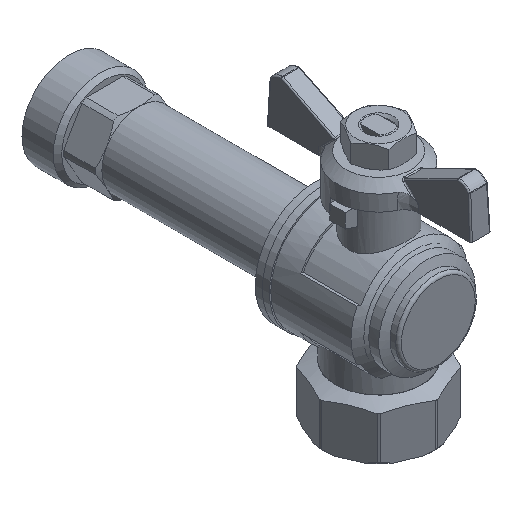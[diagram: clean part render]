
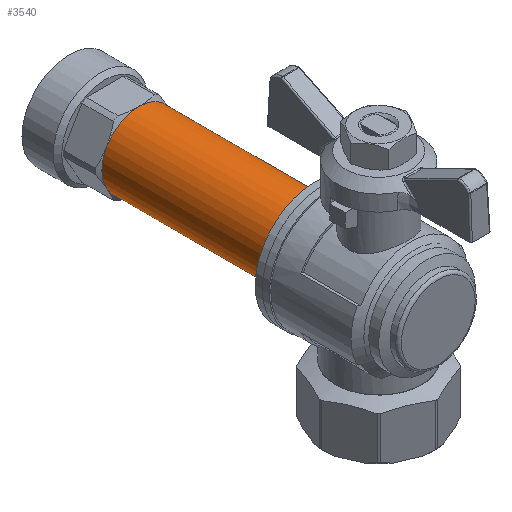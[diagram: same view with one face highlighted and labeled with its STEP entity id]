
A CAD part, isometric view. The second image highlights one B-rep face of the part: STEP entity #3540.
In plain terms, the highlighted cylindrical face has radius 13 mm (diameter 26 mm), a full revolution.
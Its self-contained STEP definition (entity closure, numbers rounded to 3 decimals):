
#1123=ORIENTED_EDGE('',*,*,#1936,.F.);
#1124=ORIENTED_EDGE('',*,*,#1925,.T.);
#1125=ORIENTED_EDGE('',*,*,#1922,.T.);
#1126=ORIENTED_EDGE('',*,*,#1919,.T.);
#1127=ORIENTED_EDGE('',*,*,#1917,.T.);
#1128=ORIENTED_EDGE('',*,*,#1937,.T.);
#1129=ORIENTED_EDGE('',*,*,#1928,.T.);
#1917=EDGE_CURVE('',#2349,#2350,#2625,.T.);
#1919=EDGE_CURVE('',#2351,#2349,#2626,.T.);
#1922=EDGE_CURVE('',#2352,#2351,#2627,.T.);
#1925=EDGE_CURVE('',#2353,#2352,#2628,.T.);
#1928=EDGE_CURVE('',#2354,#2353,#2629,.T.);
#1936=EDGE_CURVE('',#2361,#2361,#2636,.T.);
#1937=EDGE_CURVE('',#2350,#2354,#2637,.T.);
#2349=VERTEX_POINT('',#7752);
#2350=VERTEX_POINT('',#7757);
#2351=VERTEX_POINT('',#7766);
#2352=VERTEX_POINT('',#7777);
#2353=VERTEX_POINT('',#7788);
#2354=VERTEX_POINT('',#7800);
#2361=VERTEX_POINT('',#7823);
#2625=CIRCLE('',#4845,13.);
#2626=CIRCLE('',#4847,13.);
#2627=CIRCLE('',#4849,13.);
#2628=CIRCLE('',#4851,13.);
#2629=CIRCLE('',#4853,13.);
#2636=CIRCLE('',#4865,13.);
#2637=CIRCLE('',#4866,13.);
#2857=EDGE_LOOP('',(#1123));
#2858=EDGE_LOOP('',(#1124,#1125,#1126,#1127,#1128,#1129));
#3171=FACE_BOUND('',#2857,.T.);
#3172=FACE_BOUND('',#2858,.T.);
#3404=CYLINDRICAL_SURFACE('',#4864,13.);
#3540=ADVANCED_FACE('',(#3171,#3172),#3404,.T.);
#4845=AXIS2_PLACEMENT_3D('',#7758,#5512,#5513);
#4847=AXIS2_PLACEMENT_3D('',#7765,#5516,#5517);
#4849=AXIS2_PLACEMENT_3D('',#7776,#5520,#5521);
#4851=AXIS2_PLACEMENT_3D('',#7787,#5524,#5525);
#4853=AXIS2_PLACEMENT_3D('',#7799,#5528,#5529);
#4864=AXIS2_PLACEMENT_3D('',#7821,#5550,#5551);
#4865=AXIS2_PLACEMENT_3D('',#7822,#5552,#5553);
#4866=AXIS2_PLACEMENT_3D('',#7824,#5554,#5555);
#5512=DIRECTION('',(0.,-1.,0.));
#5513=DIRECTION('',(0.,0.,-1.));
#5516=DIRECTION('',(0.,-1.,0.));
#5517=DIRECTION('',(0.,0.,-1.));
#5520=DIRECTION('',(0.,-1.,0.));
#5521=DIRECTION('',(0.,0.,-1.));
#5524=DIRECTION('',(0.,-1.,0.));
#5525=DIRECTION('',(0.,0.,-1.));
#5528=DIRECTION('',(0.,-1.,0.));
#5529=DIRECTION('',(0.,0.,-1.));
#5550=DIRECTION('',(0.,1.,0.));
#5551=DIRECTION('',(0.,0.,1.));
#5552=DIRECTION('',(0.,-1.,0.));
#5553=DIRECTION('',(0.,0.,-1.));
#5554=DIRECTION('',(0.,-1.,0.));
#5555=DIRECTION('',(0.,0.,-1.));
#7752=CARTESIAN_POINT('',(0.,72.5,13.));
#7757=CARTESIAN_POINT('',(-11.258,72.5,6.5));
#7758=CARTESIAN_POINT('',(0.,72.5,0.));
#7765=CARTESIAN_POINT('',(0.,72.5,0.));
#7766=CARTESIAN_POINT('',(11.258,72.5,6.5));
#7776=CARTESIAN_POINT('',(0.,72.5,0.));
#7777=CARTESIAN_POINT('',(11.258,72.5,-6.5));
#7787=CARTESIAN_POINT('',(0.,72.5,0.));
#7788=CARTESIAN_POINT('',(0.,72.5,-13.));
#7799=CARTESIAN_POINT('',(0.,72.5,0.));
#7800=CARTESIAN_POINT('',(-11.258,72.5,-6.5));
#7821=CARTESIAN_POINT('',(0.,13.,0.));
#7822=CARTESIAN_POINT('',(0.,13.,0.));
#7823=CARTESIAN_POINT('',(0.,13.,-13.));
#7824=CARTESIAN_POINT('',(0.,72.5,0.));
